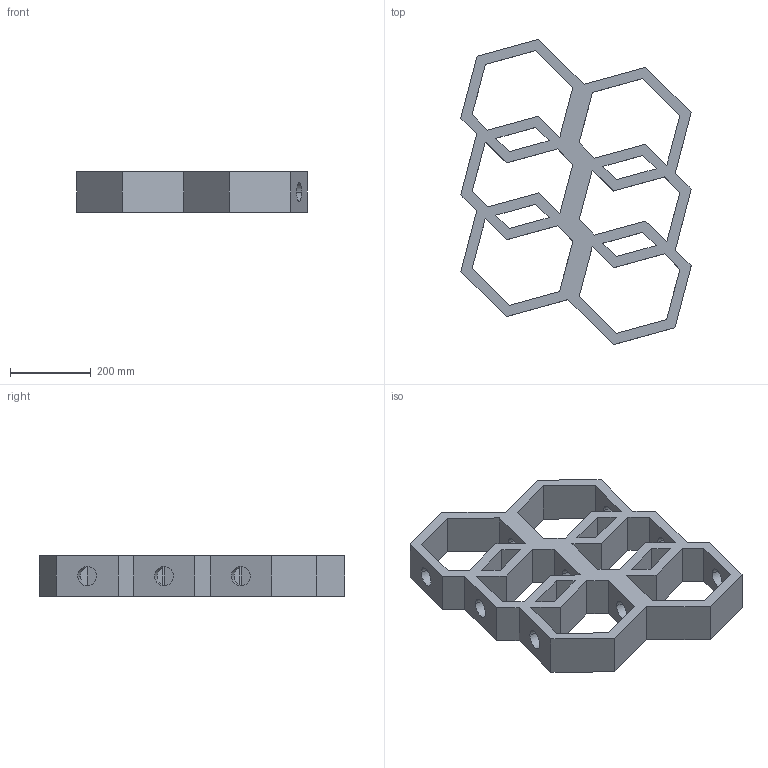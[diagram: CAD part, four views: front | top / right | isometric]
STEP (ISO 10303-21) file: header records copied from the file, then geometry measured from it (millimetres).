
FILE_DESCRIPTION(('CATIA V6 STEP','CAx-IF Rec.Pracs.--- Model Styling and Organization---1.5--- 2016-08-15','CAx-IF Rec.Pracs.---Supplemental Geometry---1.0---2011-11-01','CAx-IF Rec.Pracs.--- Composite Materials ---1.1---2010-07-15'),'2;1');
FILE_NAME('ResultFile.step','2021-02-08T10:14:57+00:00',('none'),('none'),'3DEXPERIENCE Platform3DEXPERIENCE R2021x HotFix 4','3DEXPERIENCE Platform STEP AP214 v2','none');
FILE_SCHEMA(('AUTOMOTIVE_DESIGN { 1 0 10303 214 1 1 1 1 }'));
Length unit declared in the file: millimetre
Products named in the file (1): ResultFile
Bounding box: 569.44 x 754.97 x 100.42 mm (x, y, z)
Volume: 11838315.6 mm3; surface area: 1087627.2 mm2
Topology: 1 solids, 1 shells, 104 faces, 300 edges, 198 vertices
Faces by surface type: plane 80, cylinder 24
Entity records: 3833 total; most frequent: CARTESIAN_POINT 1080, ORIENTED_EDGE 600, DIRECTION 418, EDGE_CURVE 300, VECTOR 258, LINE 258, VERTEX_POINT 198, EDGE_LOOP 142
